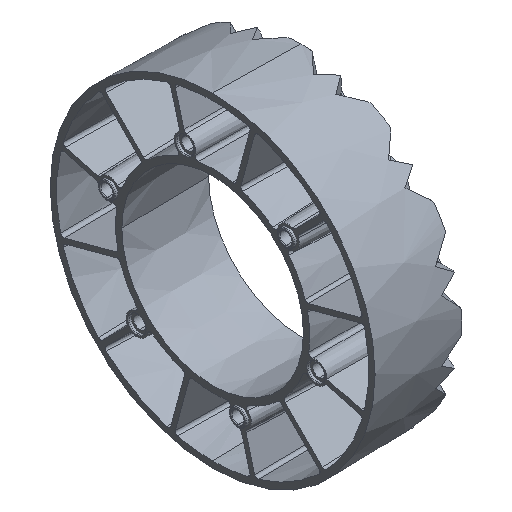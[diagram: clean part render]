
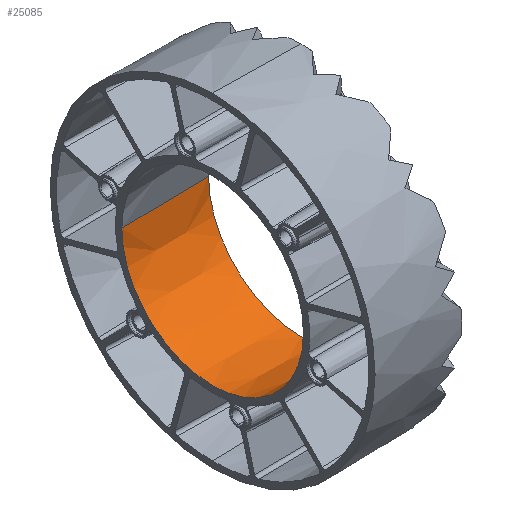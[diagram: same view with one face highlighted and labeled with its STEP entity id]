
A CAD part, isometric view. The second image highlights one B-rep face of the part: STEP entity #25085.
In plain terms, the highlighted conical face has half-angle 1 degrees and reference radius 49.212 mm.
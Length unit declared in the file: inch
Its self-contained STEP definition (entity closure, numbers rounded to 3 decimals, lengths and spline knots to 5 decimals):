
#810 = CARTESIAN_POINT ( 'NONE',  ( 1.8515, 0., 0. ) ) ;
#1376 = EDGE_CURVE ( 'NONE', #30672, #25006, #30649, .T. ) ;
#4139 = CARTESIAN_POINT ( 'NONE',  ( 0., 1.90518, 0. ) ) ;
#4487 = VECTOR ( 'NONE', #20519, 39.37008 ) ;
#5720 = CARTESIAN_POINT ( 'NONE',  ( 1.8515, 1.9375, 0. ) ) ;
#6163 = EDGE_CURVE ( 'NONE', #12980, #35413, #29637, .T. ) ;
#6462 = DIRECTION ( 'NONE',  ( 1., 0., 0. ) ) ;
#7093 = AXIS2_PLACEMENT_3D ( 'NONE', #810, #28069, #30566 ) ;
#7910 = ORIENTED_EDGE ( 'NONE', *, *, #24158, .F. ) ;
#12156 = ORIENTED_EDGE ( 'NONE', *, *, #1376, .T. ) ;
#12980 = VERTEX_POINT ( 'NONE', #4139 ) ;
#15365 = DIRECTION ( 'NONE',  ( 1., 0., 0. ) ) ;
#15724 = EDGE_LOOP ( 'NONE', ( #35556, #12156, #7910, #28949 ) ) ;
#16335 = CARTESIAN_POINT ( 'NONE',  ( 1.8515, 1.9375, 0. ) ) ;
#18880 = AXIS2_PLACEMENT_3D ( 'NONE', #20869, #6462, #25815 ) ;
#20377 = CARTESIAN_POINT ( 'NONE',  ( 1.8515, -1.9375, 0. ) ) ;
#20519 = DIRECTION ( 'NONE',  ( 1., -0.017, 0. ) ) ;
#20869 = CARTESIAN_POINT ( 'NONE',  ( 0., 0., 0. ) ) ;
#22069 = DIRECTION ( 'NONE',  ( 1., 0.017, 0. ) ) ;
#22988 = FACE_OUTER_BOUND ( 'NONE', #15724, .T. ) ;
#24158 = EDGE_CURVE ( 'NONE', #35413, #25006, #30333, .T. ) ;
#24453 = VECTOR ( 'NONE', #22069, 39.37008 ) ;
#25006 = VERTEX_POINT ( 'NONE', #20377 ) ;
#25085 = ADVANCED_FACE ( 'NONE', ( #22988 ), #35438, .F. ) ;
#25268 = AXIS2_PLACEMENT_3D ( 'NONE', #28923, #15365, #34572 ) ;
#25809 = CARTESIAN_POINT ( 'NONE',  ( 1.8515, -1.9375, 0. ) ) ;
#25815 = DIRECTION ( 'NONE',  ( 0., 0., -1. ) ) ;
#26141 = CIRCLE ( 'NONE', #18880, 1.90518 ) ;
#26260 = CARTESIAN_POINT ( 'NONE',  ( 0., -1.90518, 0. ) ) ;
#28069 = DIRECTION ( 'NONE',  ( -1., 0., 0. ) ) ;
#28923 = CARTESIAN_POINT ( 'NONE',  ( 1.8515, 0., 0. ) ) ;
#28949 = ORIENTED_EDGE ( 'NONE', *, *, #6163, .F. ) ;
#29637 = LINE ( 'NONE', #16335, #24453 ) ;
#30333 = CIRCLE ( 'NONE', #7093, 1.9375 ) ;
#30566 = DIRECTION ( 'NONE',  ( 0., 1., 0. ) ) ;
#30649 = LINE ( 'NONE', #25809, #4487 ) ;
#30672 = VERTEX_POINT ( 'NONE', #26260 ) ;
#33071 = EDGE_CURVE ( 'NONE', #30672, #12980, #26141, .T. ) ;
#34572 = DIRECTION ( 'NONE',  ( 0., 1., 0. ) ) ;
#35413 = VERTEX_POINT ( 'NONE', #5720 ) ;
#35438 = CONICAL_SURFACE ( 'NONE', #25268, 1.9375, 0.017 ) ;
#35556 = ORIENTED_EDGE ( 'NONE', *, *, #33071, .F. ) ;
